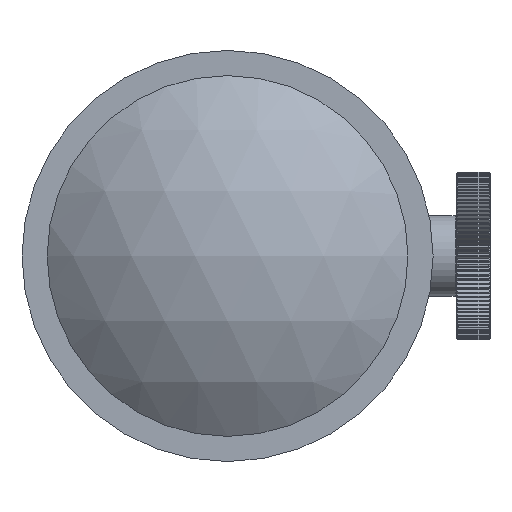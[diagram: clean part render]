
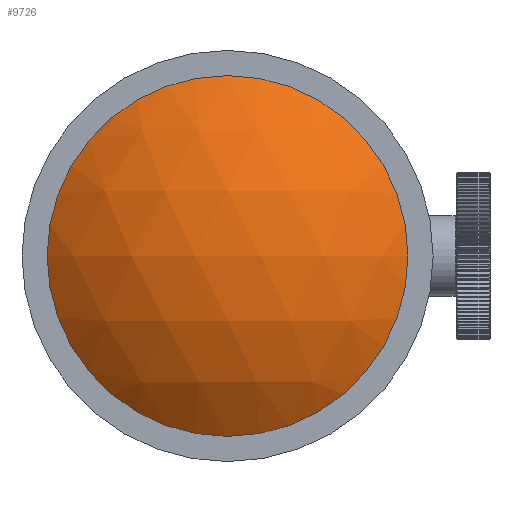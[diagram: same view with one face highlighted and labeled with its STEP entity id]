
A CAD part, front view. The second image highlights one B-rep face of the part: STEP entity #9726.
In plain terms, the highlighted spherical face has radius 20.176 mm.
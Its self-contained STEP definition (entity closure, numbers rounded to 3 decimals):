
#734 = AXIS2_PLACEMENT_3D ( 'NONE', #15272, #17113, #25040 ) ;
#1696 = CARTESIAN_POINT ( 'NONE',  ( 0., 7.366, -13.094 ) ) ;
#2161 = AXIS2_PLACEMENT_3D ( 'NONE', #22357, #17815, #5197 ) ;
#5197 = DIRECTION ( 'NONE',  ( 0., 0., -1. ) ) ;
#9182 = SPHERICAL_SURFACE ( 'NONE', #734, 20.176 ) ;
#9726 = ADVANCED_FACE ( 'NONE', ( #13072 ), #9182, .T. ) ;
#13072 = FACE_OUTER_BOUND ( 'NONE', #17532, .T. ) ;
#13359 = CIRCLE ( 'NONE', #2161, 13.094 ) ;
#15180 = ORIENTED_EDGE ( 'NONE', *, *, #20818, .T. ) ;
#15272 = CARTESIAN_POINT ( 'NONE',  ( 0., 22.716, 0. ) ) ;
#17113 = DIRECTION ( 'NONE',  ( 0., 0., -1. ) ) ;
#17532 = EDGE_LOOP ( 'NONE', ( #15180 ) ) ;
#17815 = DIRECTION ( 'NONE',  ( 0., -1., 0. ) ) ;
#20818 = EDGE_CURVE ( 'NONE', #21451, #21451, #13359, .T. ) ;
#21451 = VERTEX_POINT ( 'NONE', #1696 ) ;
#22357 = CARTESIAN_POINT ( 'NONE',  ( 0., 7.366, 0. ) ) ;
#25040 = DIRECTION ( 'NONE',  ( -1., 0., 0. ) ) ;
